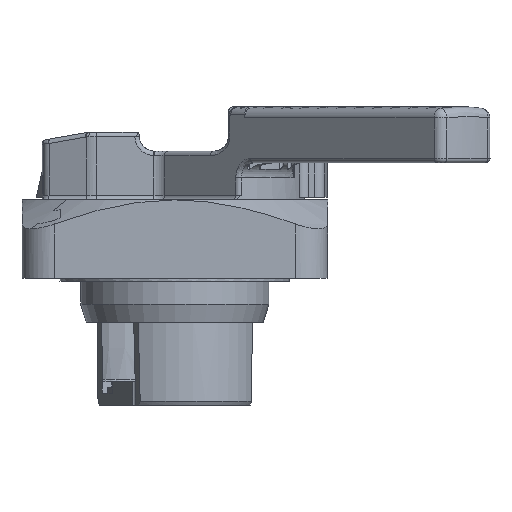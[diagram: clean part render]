
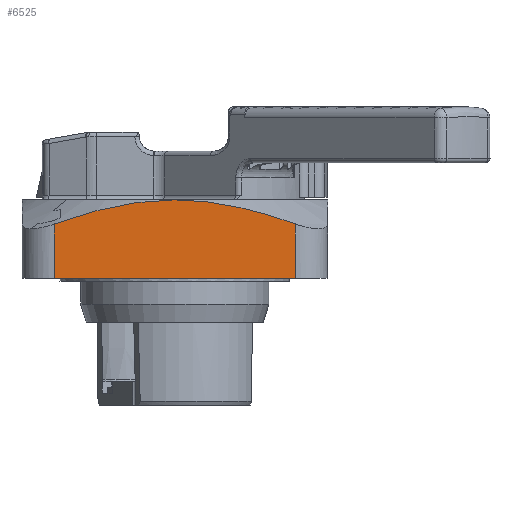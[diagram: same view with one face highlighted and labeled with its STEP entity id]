
A CAD part, front view. The second image highlights one B-rep face of the part: STEP entity #6525.
In plain terms, the highlighted planar face has unit normal (0, -1, 0).
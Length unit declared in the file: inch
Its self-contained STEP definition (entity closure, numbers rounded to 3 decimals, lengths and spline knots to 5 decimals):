
#132=DIRECTION('',(0.,0.,-1.));
#133=VECTOR('',#132,0.72115);
#134=CARTESIAN_POINT('',(1.6055,-2.0355,0.72115));
#135=LINE('',#134,#133);
#139=DIRECTION('',(-1.,0.,0.));
#140=VECTOR('',#139,3.211);
#141=CARTESIAN_POINT('',(1.6055,-2.0355,0.));
#142=LINE('',#141,#140);
#146=DIRECTION('',(0.,0.,-1.));
#147=VECTOR('',#146,0.72115);
#148=CARTESIAN_POINT('',(-1.6055,-2.0355,0.72115));
#149=LINE('',#148,#147);
#420=CARTESIAN_POINT('',(1.6055,-2.0355,0.72115));
#421=CARTESIAN_POINT('',(1.49976,-2.0355,0.75895));
#422=CARTESIAN_POINT('',(1.29864,-2.0355,0.82628));
#423=CARTESIAN_POINT('',(1.0293,-2.0355,0.903));
#424=CARTESIAN_POINT('',(0.79078,-2.0355,
0.9597));
#425=CARTESIAN_POINT('',(0.51299,-2.03548,1.00923));
#426=CARTESIAN_POINT('',(0.2539,-2.03557,1.03653));
#427=CARTESIAN_POINT('',(0.08366,-2.03535,1.04286));
#428=CARTESIAN_POINT('',(0.,-2.03535,
1.04286));
#461=CARTESIAN_POINT('',(0.,-2.03535,
1.04286));
#462=CARTESIAN_POINT('',(-0.08421,-2.03535,
1.04286));
#463=CARTESIAN_POINT('',(-0.2553,-2.03557,
1.03644));
#464=CARTESIAN_POINT('',(-0.51526,-2.03548,
1.00892));
#465=CARTESIAN_POINT('',(-0.79277,-2.0355,
0.95928));
#466=CARTESIAN_POINT('',(-1.03133,-2.0355,
0.90247));
#467=CARTESIAN_POINT('',(-1.30028,-2.0355,
0.82575));
#468=CARTESIAN_POINT('',(-1.5004,-2.0355,0.75873));
#469=CARTESIAN_POINT('',(-1.6055,-2.0355,0.72115));
#5463=CARTESIAN_POINT('',(-1.6055,-2.0355,0.));
#5464=VERTEX_POINT('',#5463);
#5465=CARTESIAN_POINT('',(1.6055,-2.0355,0.));
#5466=VERTEX_POINT('',#5465);
#5534=CARTESIAN_POINT('',(1.6055,-2.0355,0.72115));
#5535=VERTEX_POINT('',#5534);
#5536=CARTESIAN_POINT('',(-1.6055,-2.0355,0.72115));
#5537=VERTEX_POINT('',#5536);
#5538=VERTEX_POINT('',#461);
#6510=CARTESIAN_POINT('',(0.,-2.0355,0.52142));
#6511=DIRECTION('',(0.,1.,0.));
#6512=DIRECTION('',(1.,0.,0.));
#6513=AXIS2_PLACEMENT_3D('',#6510,#6511,#6512);
#6514=PLANE('',#6513);
#6516=ORIENTED_EDGE('',*,*,#6515,.F.);
#6518=ORIENTED_EDGE('',*,*,#6517,.F.);
#6520=ORIENTED_EDGE('',*,*,#6519,.F.);
#6521=ORIENTED_EDGE('',*,*,#6489,.T.);
#6522=ORIENTED_EDGE('',*,*,#6338,.T.);
#6523=EDGE_LOOP('',(#6516,#6518,#6520,#6521,#6522));
#6524=FACE_OUTER_BOUND('',#6523,.F.);
#6525=ADVANCED_FACE('',(#6524),#6514,.F.);
#429=B_SPLINE_CURVE_WITH_KNOTS('',3,(#420,#421,#422,#423,#424,#425,#426,#427,
#428),.UNSPECIFIED.,.F.,.F.,(4,1,1,1,1,1,4),(0.,0.16667,
0.33333,0.5,0.66667,0.83333,1.),
.UNSPECIFIED.);
#470=B_SPLINE_CURVE_WITH_KNOTS('',3,(#461,#462,#463,#464,#465,#466,#467,#468,
#469),.UNSPECIFIED.,.F.,.F.,(4,1,1,1,1,1,4),(0.,0.16667,
0.33333,0.5,0.66667,0.83333,1.),
.UNSPECIFIED.);
#6338=EDGE_CURVE('',#5466,#5464,#142,.T.);
#6489=EDGE_CURVE('',#5535,#5466,#135,.T.);
#6515=EDGE_CURVE('',#5537,#5464,#149,.T.);
#6517=EDGE_CURVE('',#5538,#5537,#470,.T.);
#6519=EDGE_CURVE('',#5535,#5538,#429,.T.);
